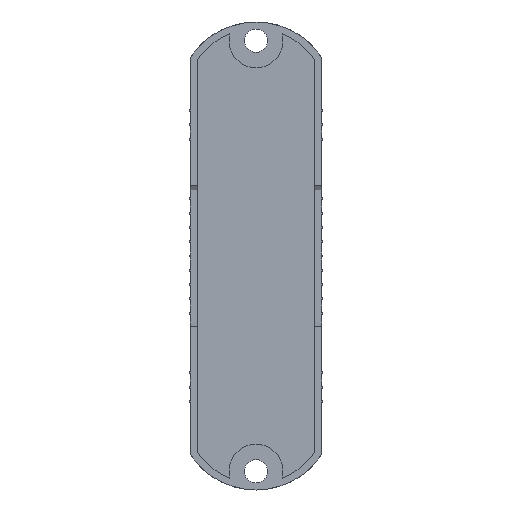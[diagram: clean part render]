
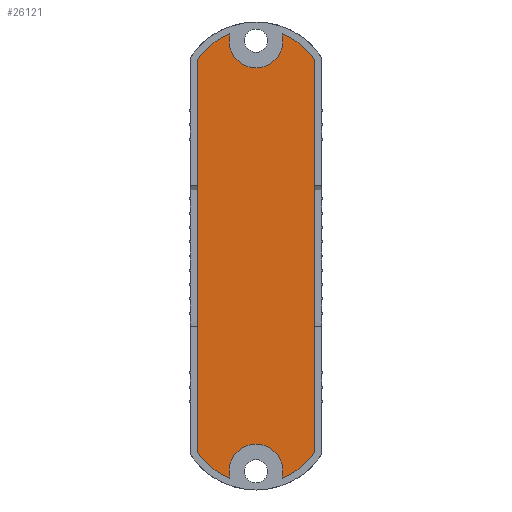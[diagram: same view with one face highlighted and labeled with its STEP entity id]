
A CAD part, front view. The second image highlights one B-rep face of the part: STEP entity #26121.
In plain terms, the highlighted planar face has unit normal (0, -1, 0).
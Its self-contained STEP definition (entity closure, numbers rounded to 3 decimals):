
#356 = CARTESIAN_POINT ( 'NONE',  ( 0., 1.2, -60.25 ) ) ;
#2457 = VERTEX_POINT ( 'NONE', #21404 ) ;
#2818 = VERTEX_POINT ( 'NONE', #25941 ) ;
#3113 = EDGE_CURVE ( 'NONE', #12399, #2818, #6524, .T. ) ;
#3123 = ORIENTED_EDGE ( 'NONE', *, *, #3113, .T. ) ;
#3215 = ORIENTED_EDGE ( 'NONE', *, *, #7127, .T. ) ;
#4895 = AXIS2_PLACEMENT_3D ( 'NONE', #24033, #8529, #28753 ) ;
#4936 = DIRECTION ( 'NONE',  ( 0., 0., -1. ) ) ;
#5371 = CARTESIAN_POINT ( 'NONE',  ( 16.4, 1.2, 55.048 ) ) ;
#5538 = CARTESIAN_POINT ( 'NONE',  ( 0., 1.2, 60.25 ) ) ;
#5976 = DIRECTION ( 'NONE',  ( 0., 1., 0. ) ) ;
#6071 = DIRECTION ( 'NONE',  ( 0., -1., 0. ) ) ;
#6513 = CARTESIAN_POINT ( 'NONE',  ( -7.29, 1.2, -62.214 ) ) ;
#6524 = CIRCLE ( 'NONE', #14062, 7.55 ) ;
#6631 = PLANE ( 'NONE',  #8707 ) ;
#6739 = AXIS2_PLACEMENT_3D ( 'NONE', #15360, #6071, #17867 ) ;
#6780 = DIRECTION ( 'NONE',  ( 0., 0., -1. ) ) ;
#7127 = EDGE_CURVE ( 'NONE', #22223, #15439, #25516, .T. ) ;
#8529 = DIRECTION ( 'NONE',  ( 0., -1., 0. ) ) ;
#8707 = AXIS2_PLACEMENT_3D ( 'NONE', #24794, #17705, #6780 ) ;
#10556 = CIRCLE ( 'NONE', #15771, 7.55 ) ;
#10773 = ORIENTED_EDGE ( 'NONE', *, *, #10981, .T. ) ;
#10981 = EDGE_CURVE ( 'NONE', #2457, #24489, #16172, .T. ) ;
#11032 = LINE ( 'NONE', #19896, #18562 ) ;
#11418 = EDGE_CURVE ( 'NONE', #2818, #22678, #23259, .T. ) ;
#11497 = EDGE_CURVE ( 'NONE', #24489, #28519, #11032, .T. ) ;
#11606 = LINE ( 'NONE', #27119, #28066 ) ;
#11918 = DIRECTION ( 'NONE',  ( 0., -1., 0. ) ) ;
#11990 = CIRCLE ( 'NONE', #28496, 20.016 ) ;
#12399 = VERTEX_POINT ( 'NONE', #20532 ) ;
#13466 = ORIENTED_EDGE ( 'NONE', *, *, #11418, .T. ) ;
#13678 = DIRECTION ( 'NONE',  ( 0., 0., -1. ) ) ;
#14062 = AXIS2_PLACEMENT_3D ( 'NONE', #5538, #5976, #17036 ) ;
#15030 = DIRECTION ( 'NONE',  ( 0., 0., 1. ) ) ;
#15243 = ORIENTED_EDGE ( 'NONE', *, *, #16850, .T. ) ;
#15360 = CARTESIAN_POINT ( 'NONE',  ( 0., 1.2, -43.572 ) ) ;
#15439 = VERTEX_POINT ( 'NONE', #6513 ) ;
#15771 = AXIS2_PLACEMENT_3D ( 'NONE', #356, #18505, #4936 ) ;
#16172 = CIRCLE ( 'NONE', #6739, 20.016 ) ;
#16850 = EDGE_CURVE ( 'NONE', #15439, #2457, #10556, .T. ) ;
#17036 = DIRECTION ( 'NONE',  ( 0., 0., 1. ) ) ;
#17705 = DIRECTION ( 'NONE',  ( 0., -1., 0. ) ) ;
#17867 = DIRECTION ( 'NONE',  ( 0., 0., 1. ) ) ;
#18015 = ORIENTED_EDGE ( 'NONE', *, *, #25068, .T. ) ;
#18427 = DIRECTION ( 'NONE',  ( 0., 0., -1. ) ) ;
#18505 = DIRECTION ( 'NONE',  ( 0., 1., 0. ) ) ;
#18562 = VECTOR ( 'NONE', #15030, 1000. ) ;
#18999 = CARTESIAN_POINT ( 'NONE',  ( 0., 1.2, -43.572 ) ) ;
#19511 = CARTESIAN_POINT ( 'NONE',  ( 16.4, 1.2, -55.048 ) ) ;
#19896 = CARTESIAN_POINT ( 'NONE',  ( 16.4, 1.2, 55.048 ) ) ;
#19921 = FACE_OUTER_BOUND ( 'NONE', #28867, .T. ) ;
#20501 = ORIENTED_EDGE ( 'NONE', *, *, #11497, .T. ) ;
#20532 = CARTESIAN_POINT ( 'NONE',  ( 7.29, 1.2, 62.214 ) ) ;
#21404 = CARTESIAN_POINT ( 'NONE',  ( 7.29, 1.2, -62.214 ) ) ;
#22223 = VERTEX_POINT ( 'NONE', #24003 ) ;
#22678 = VERTEX_POINT ( 'NONE', #27959 ) ;
#23148 = CARTESIAN_POINT ( 'NONE',  ( 0., 1.2, 43.572 ) ) ;
#23259 = CIRCLE ( 'NONE', #4895, 20.016 ) ;
#23289 = DIRECTION ( 'NONE',  ( 0., 0., -1. ) ) ;
#23292 = DIRECTION ( 'NONE',  ( 0., -1., 0. ) ) ;
#24003 = CARTESIAN_POINT ( 'NONE',  ( -16.4, 1.2, -55.048 ) ) ;
#24033 = CARTESIAN_POINT ( 'NONE',  ( 0., 1.2, 43.572 ) ) ;
#24122 = AXIS2_PLACEMENT_3D ( 'NONE', #18999, #11918, #23289 ) ;
#24489 = VERTEX_POINT ( 'NONE', #19511 ) ;
#24794 = CARTESIAN_POINT ( 'NONE',  ( 0., 1.2, -43.572 ) ) ;
#25068 = EDGE_CURVE ( 'NONE', #28519, #12399, #11990, .T. ) ;
#25516 = CIRCLE ( 'NONE', #24122, 20.016 ) ;
#25941 = CARTESIAN_POINT ( 'NONE',  ( -7.29, 1.2, 62.214 ) ) ;
#26121 = ADVANCED_FACE ( 'NONE', ( #19921 ), #6631, .T. ) ;
#26632 = EDGE_CURVE ( 'NONE', #22678, #22223, #11606, .T. ) ;
#26725 = ORIENTED_EDGE ( 'NONE', *, *, #26632, .T. ) ;
#27119 = CARTESIAN_POINT ( 'NONE',  ( -16.4, 1.2, 55.048 ) ) ;
#27959 = CARTESIAN_POINT ( 'NONE',  ( -16.4, 1.2, 55.048 ) ) ;
#28066 = VECTOR ( 'NONE', #13678, 1000. ) ;
#28496 = AXIS2_PLACEMENT_3D ( 'NONE', #23148, #23292, #18427 ) ;
#28519 = VERTEX_POINT ( 'NONE', #5371 ) ;
#28753 = DIRECTION ( 'NONE',  ( 0., 0., 1. ) ) ;
#28867 = EDGE_LOOP ( 'NONE', ( #3215, #15243, #10773, #20501, #18015, #3123, #13466, #26725 ) ) ;
